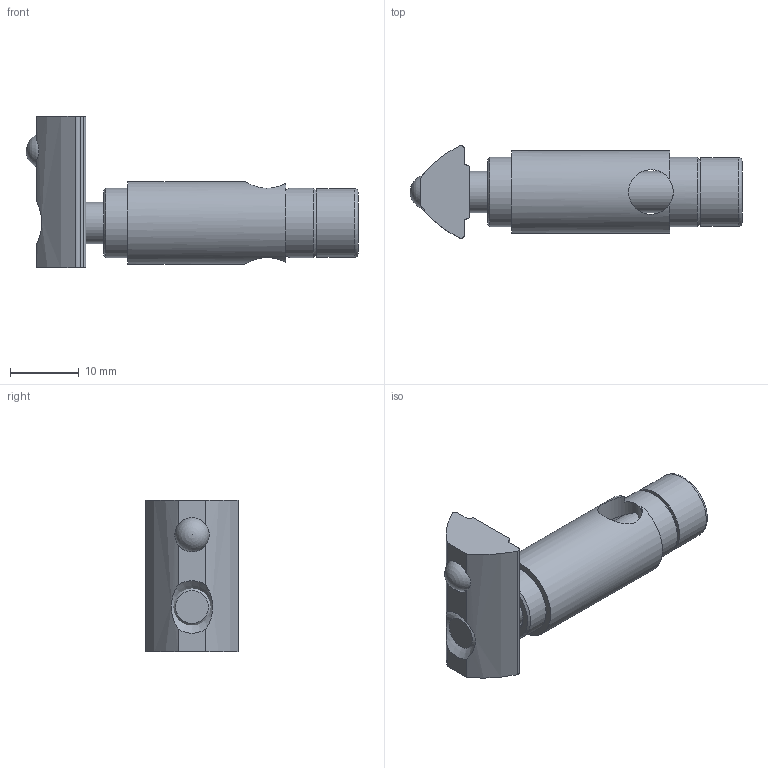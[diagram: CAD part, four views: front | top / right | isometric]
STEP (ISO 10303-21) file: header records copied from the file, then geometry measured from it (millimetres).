
FILE_DESCRIPTION(/* description */ ('STEP AP214'),/* implementation_level */ '2;1');
FILE_NAME(/* name */ '1025160.stp',/* time_stamp */ '2024-05-06T15:01:05+02:00',/* author */ ('b.steehouwer'),/* organization */ ('CADENAS'),/* preprocessor_version */ 'ST-DEVELOPER v18.1',/* originating_system */ 'Autodesk Inventor 2021',/* authorisation */ ' ');
FILE_SCHEMA (('AUTOMOTIVE_DESIGN { 1 0 10303 214 3 1 1 }'));
Length unit declared in the file: millimetre
Products named in the file (4): 1025160; 1025160-1; 1025160-2; 1025160-3
Assembly tree (3 placements, depth 2):
  1025160
    1025160-1
    1025160-2
    1025160-3
Bounding box: 48.3 x 13.5 x 22 mm (x, y, z)
Volume: 5126 mm3; surface area: 3942.2 mm2
Topology: 3 solids, 3 shells, 71 faces, 185 edges, 118 vertices
Faces by surface type: plane 41, cylinder 18, cone 9, torus 2, sphere 1
Full cylindrical faces by diameter (mm): 4.8 x1, 4.917 x1, 5 x1, 6 x1, 6.5 x1, 7 x1, 10 x1, 10.1 x2, 12 x1
Entity records: 2482 total; most frequent: CARTESIAN_POINT 573, DIRECTION 378, ORIENTED_EDGE 366, EDGE_CURVE 183, AXIS2_PLACEMENT_3D 143, VERTEX_POINT 118, LINE 92, VECTOR 92
